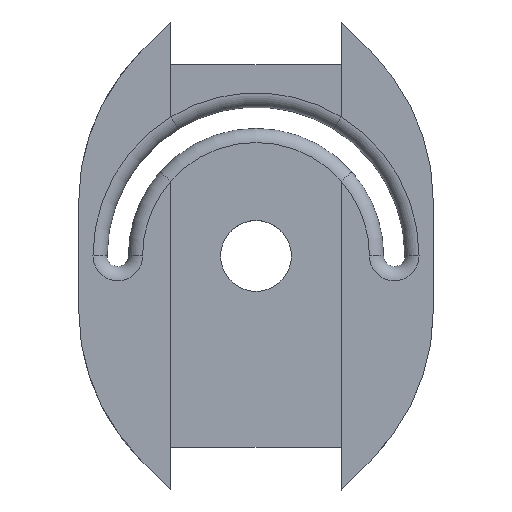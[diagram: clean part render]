
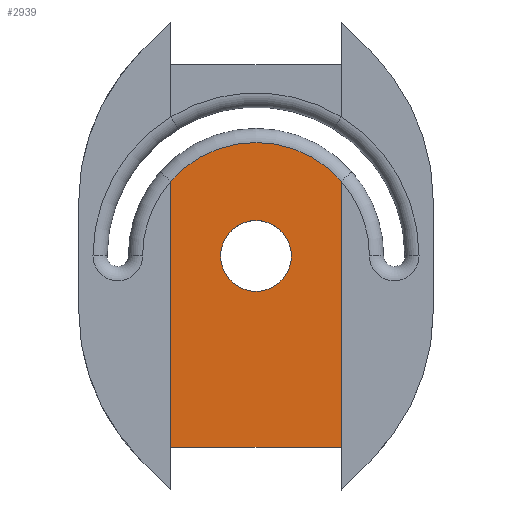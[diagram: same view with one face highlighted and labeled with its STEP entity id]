
A CAD part, top view. The second image highlights one B-rep face of the part: STEP entity #2939.
In plain terms, the highlighted planar face has unit normal (0, 0, 1).
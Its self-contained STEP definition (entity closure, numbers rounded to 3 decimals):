
#414 = PLANE('',#415);
#415 = AXIS2_PLACEMENT_3D('',#416,#417,#418);
#416 = CARTESIAN_POINT('',(-15.215,23.179,20.49));
#417 = DIRECTION('',(0.,0.,1.));
#418 = DIRECTION('',(0.,-1.,0.));
#1607 = EDGE_CURVE('',#1608,#1610,#1612,.T.);
#1608 = VERTEX_POINT('',#1609);
#1609 = CARTESIAN_POINT('',(-15.215,11.959,20.49));
#1610 = VERTEX_POINT('',#1611);
#1611 = CARTESIAN_POINT('',(-15.215,-6.821,20.49));
#1612 = SURFACE_CURVE('',#1613,(#1617,#1624),.PCURVE_S1.);
#1613 = LINE('',#1614,#1615);
#1614 = CARTESIAN_POINT('',(-15.215,23.179,20.49));
#1615 = VECTOR('',#1616,1.);
#1616 = DIRECTION('',(0.,-1.,0.));
#1617 = PCURVE('',#414,#1618);
#1618 = DEFINITIONAL_REPRESENTATION('',(#1619),#1623);
#1619 = LINE('',#1620,#1621);
#1620 = CARTESIAN_POINT('',(0.,0.));
#1621 = VECTOR('',#1622,1.);
#1622 = DIRECTION('',(1.,0.));
#1623 = ( GEOMETRIC_REPRESENTATION_CONTEXT(2) 
PARAMETRIC_REPRESENTATION_CONTEXT() REPRESENTATION_CONTEXT('2D SPACE',''
  ) );
#1624 = PCURVE('',#1625,#1630);
#1625 = PLANE('',#1626);
#1626 = AXIS2_PLACEMENT_3D('',#1627,#1628,#1629);
#1627 = CARTESIAN_POINT('',(-15.215,23.179,20.49));
#1628 = DIRECTION('',(0.,0.,1.));
#1629 = DIRECTION('',(1.,0.,0.));
#1630 = DEFINITIONAL_REPRESENTATION('',(#1631),#1635);
#1631 = LINE('',#1632,#1633);
#1632 = CARTESIAN_POINT('',(0.,0.));
#1633 = VECTOR('',#1634,1.);
#1634 = DIRECTION('',(0.,-1.));
#1635 = ( GEOMETRIC_REPRESENTATION_CONTEXT(2) 
PARAMETRIC_REPRESENTATION_CONTEXT() REPRESENTATION_CONTEXT('2D SPACE',''
  ) );
#2051 = PLANE('',#2052);
#2052 = AXIS2_PLACEMENT_3D('',#2053,#2054,#2055);
#2053 = CARTESIAN_POINT('',(-3.195,-6.821,16.5));
#2054 = DIRECTION('',(0.,-1.,0.));
#2055 = DIRECTION('',(-1.,0.,0.));
#2082 = CYLINDRICAL_SURFACE('',#2083,2.5);
#2083 = AXIS2_PLACEMENT_3D('',#2084,#2085,#2086);
#2084 = CARTESIAN_POINT('',(-9.205,6.679,20.49));
#2085 = DIRECTION('',(0.,0.,1.));
#2086 = DIRECTION('',(-1.,0.,0.));
#2939 = ADVANCED_FACE('',(#2940,#3019),#1625,.T.);
#2940 = FACE_BOUND('',#2941,.T.);
#2941 = EDGE_LOOP('',(#2942,#2972,#2999,#3000));
#2942 = ORIENTED_EDGE('',*,*,#2943,.F.);
#2943 = EDGE_CURVE('',#2944,#2946,#2948,.T.);
#2944 = VERTEX_POINT('',#2945);
#2945 = CARTESIAN_POINT('',(-3.195,11.959,20.49));
#2946 = VERTEX_POINT('',#2947);
#2947 = CARTESIAN_POINT('',(-3.195,-6.821,20.49));
#2948 = SURFACE_CURVE('',#2949,(#2953,#2960),.PCURVE_S1.);
#2949 = LINE('',#2950,#2951);
#2950 = CARTESIAN_POINT('',(-3.195,23.179,20.49));
#2951 = VECTOR('',#2952,1.);
#2952 = DIRECTION('',(0.,-1.,0.));
#2953 = PCURVE('',#1625,#2954);
#2954 = DEFINITIONAL_REPRESENTATION('',(#2955),#2959);
#2955 = LINE('',#2956,#2957);
#2956 = CARTESIAN_POINT('',(12.02,0.));
#2957 = VECTOR('',#2958,1.);
#2958 = DIRECTION('',(0.,-1.));
#2959 = ( GEOMETRIC_REPRESENTATION_CONTEXT(2) 
PARAMETRIC_REPRESENTATION_CONTEXT() REPRESENTATION_CONTEXT('2D SPACE',''
  ) );
#2960 = PCURVE('',#2961,#2966);
#2961 = PLANE('',#2962);
#2962 = AXIS2_PLACEMENT_3D('',#2963,#2964,#2965);
#2963 = CARTESIAN_POINT('',(-3.195,23.179,20.49));
#2964 = DIRECTION('',(0.,0.,-1.));
#2965 = DIRECTION('',(0.,-1.,0.));
#2966 = DEFINITIONAL_REPRESENTATION('',(#2967),#2971);
#2967 = LINE('',#2968,#2969);
#2968 = CARTESIAN_POINT('',(0.,0.));
#2969 = VECTOR('',#2970,1.);
#2970 = DIRECTION('',(1.,0.));
#2971 = ( GEOMETRIC_REPRESENTATION_CONTEXT(2) 
PARAMETRIC_REPRESENTATION_CONTEXT() REPRESENTATION_CONTEXT('2D SPACE',''
  ) );
#2972 = ORIENTED_EDGE('',*,*,#2973,.T.);
#2973 = EDGE_CURVE('',#2944,#1608,#2974,.T.);
#2974 = SURFACE_CURVE('',#2975,(#2980,#2987),.PCURVE_S1.);
#2975 = CIRCLE('',#2976,8.);
#2976 = AXIS2_PLACEMENT_3D('',#2977,#2978,#2979);
#2977 = CARTESIAN_POINT('',(-9.205,6.679,20.49));
#2978 = DIRECTION('',(0.,0.,1.));
#2979 = DIRECTION('',(0.668,0.744,0.)
  );
#2980 = PCURVE('',#1625,#2981);
#2981 = DEFINITIONAL_REPRESENTATION('',(#2982),#2986);
#2982 = CIRCLE('',#2983,8.);
#2983 = AXIS2_PLACEMENT_2D('',#2984,#2985);
#2984 = CARTESIAN_POINT('',(6.01,-16.5));
#2985 = DIRECTION('',(0.668,0.744));
#2986 = ( GEOMETRIC_REPRESENTATION_CONTEXT(2) 
PARAMETRIC_REPRESENTATION_CONTEXT() REPRESENTATION_CONTEXT('2D SPACE',''
  ) );
#2987 = PCURVE('',#2988,#2993);
#2988 = TOROIDAL_SURFACE('',#2989,8.,1.);
#2989 = AXIS2_PLACEMENT_3D('',#2990,#2991,#2992);
#2990 = CARTESIAN_POINT('',(-9.205,6.679,19.49));
#2991 = DIRECTION('',(0.,0.,1.));
#2992 = DIRECTION('',(0.668,0.744,0.)
  );
#2993 = DEFINITIONAL_REPRESENTATION('',(#2994),#2998);
#2994 = LINE('',#2995,#2996);
#2995 = CARTESIAN_POINT('',(0.,1.571));
#2996 = VECTOR('',#2997,1.);
#2997 = DIRECTION('',(1.,0.));
#2998 = ( GEOMETRIC_REPRESENTATION_CONTEXT(2) 
PARAMETRIC_REPRESENTATION_CONTEXT() REPRESENTATION_CONTEXT('2D SPACE',''
  ) );
#2999 = ORIENTED_EDGE('',*,*,#1607,.T.);
#3000 = ORIENTED_EDGE('',*,*,#3001,.T.);
#3001 = EDGE_CURVE('',#1610,#2946,#3002,.T.);
#3002 = SURFACE_CURVE('',#3003,(#3007,#3013),.PCURVE_S1.);
#3003 = LINE('',#3004,#3005);
#3004 = CARTESIAN_POINT('',(-9.205,-6.821,20.49));
#3005 = VECTOR('',#3006,1.);
#3006 = DIRECTION('',(1.,0.,0.));
#3007 = PCURVE('',#1625,#3008);
#3008 = DEFINITIONAL_REPRESENTATION('',(#3009),#3012);
#3009 = B_SPLINE_CURVE_WITH_KNOTS('',1,(#3010,#3011),.UNSPECIFIED.,.F.,
  .F.,(2,2),(-7.212,7.212),.PIECEWISE_BEZIER_KNOTS.);
#3010 = CARTESIAN_POINT('',(-1.202,-30.));
#3011 = CARTESIAN_POINT('',(13.222,-30.));
#3012 = ( GEOMETRIC_REPRESENTATION_CONTEXT(2) 
PARAMETRIC_REPRESENTATION_CONTEXT() REPRESENTATION_CONTEXT('2D SPACE',''
  ) );
#3013 = PCURVE('',#2051,#3014);
#3014 = DEFINITIONAL_REPRESENTATION('',(#3015),#3018);
#3015 = B_SPLINE_CURVE_WITH_KNOTS('',1,(#3016,#3017),.UNSPECIFIED.,.F.,
  .F.,(2,2),(-7.212,7.212),.PIECEWISE_BEZIER_KNOTS.);
#3016 = CARTESIAN_POINT('',(13.222,-3.99));
#3017 = CARTESIAN_POINT('',(-1.202,-3.99));
#3018 = ( GEOMETRIC_REPRESENTATION_CONTEXT(2) 
PARAMETRIC_REPRESENTATION_CONTEXT() REPRESENTATION_CONTEXT('2D SPACE',''
  ) );
#3019 = FACE_BOUND('',#3020,.T.);
#3020 = EDGE_LOOP('',(#3021));
#3021 = ORIENTED_EDGE('',*,*,#3022,.F.);
#3022 = EDGE_CURVE('',#3023,#3023,#3025,.T.);
#3023 = VERTEX_POINT('',#3024);
#3024 = CARTESIAN_POINT('',(-11.705,6.679,20.49));
#3025 = SURFACE_CURVE('',#3026,(#3031,#3038),.PCURVE_S1.);
#3026 = CIRCLE('',#3027,2.5);
#3027 = AXIS2_PLACEMENT_3D('',#3028,#3029,#3030);
#3028 = CARTESIAN_POINT('',(-9.205,6.679,20.49));
#3029 = DIRECTION('',(0.,0.,1.));
#3030 = DIRECTION('',(-1.,0.,0.));
#3031 = PCURVE('',#1625,#3032);
#3032 = DEFINITIONAL_REPRESENTATION('',(#3033),#3037);
#3033 = CIRCLE('',#3034,2.5);
#3034 = AXIS2_PLACEMENT_2D('',#3035,#3036);
#3035 = CARTESIAN_POINT('',(6.01,-16.5));
#3036 = DIRECTION('',(-1.,0.));
#3037 = ( GEOMETRIC_REPRESENTATION_CONTEXT(2) 
PARAMETRIC_REPRESENTATION_CONTEXT() REPRESENTATION_CONTEXT('2D SPACE',''
  ) );
#3038 = PCURVE('',#2082,#3039);
#3039 = DEFINITIONAL_REPRESENTATION('',(#3040),#3044);
#3040 = LINE('',#3041,#3042);
#3041 = CARTESIAN_POINT('',(0.,0.));
#3042 = VECTOR('',#3043,1.);
#3043 = DIRECTION('',(1.,0.));
#3044 = ( GEOMETRIC_REPRESENTATION_CONTEXT(2) 
PARAMETRIC_REPRESENTATION_CONTEXT() REPRESENTATION_CONTEXT('2D SPACE',''
  ) );
